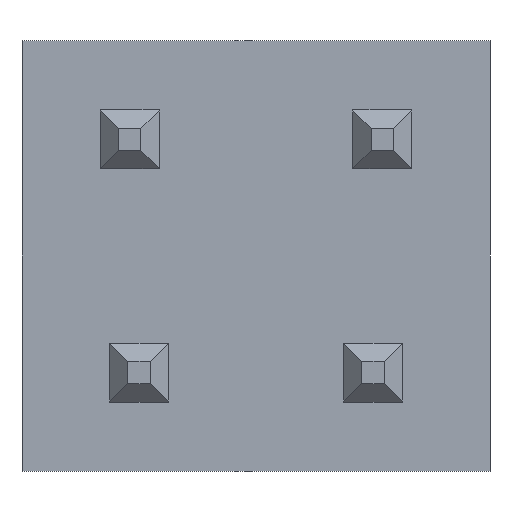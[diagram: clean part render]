
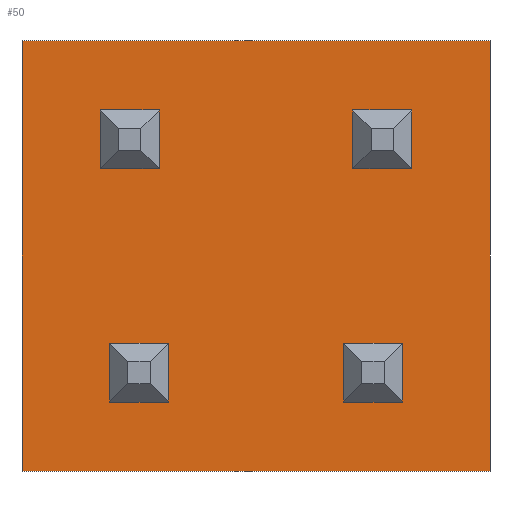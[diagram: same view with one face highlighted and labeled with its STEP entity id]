
A CAD part, front view. The second image highlights one B-rep face of the part: STEP entity #50.
In plain terms, the highlighted planar face has unit normal (0, -1, 0).
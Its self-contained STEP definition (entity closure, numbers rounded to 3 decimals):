
#50=ADVANCED_FACE('',(#153,#154,#155,#156,#157),#158,.T.);
#153=FACE_OUTER_BOUND('',#349,.T.);
#154=FACE_BOUND('',#350,.T.);
#155=FACE_BOUND('',#351,.T.);
#156=FACE_BOUND('',#352,.T.);
#157=FACE_BOUND('',#353,.T.);
#158=PLANE('',#354);
#349=EDGE_LOOP('',(#577,#578,#579,#580));
#350=EDGE_LOOP('',(#581,#582,#583,#584));
#351=EDGE_LOOP('',(#585,#586,#587,#588));
#352=EDGE_LOOP('',(#589,#590,#591,#592));
#353=EDGE_LOOP('',(#593,#594,#595,#596));
#354=AXIS2_PLACEMENT_3D('',#597,#598,#599);
#577=ORIENTED_EDGE('',*,*,#1281,.T.);
#578=ORIENTED_EDGE('',*,*,#1282,.F.);
#579=ORIENTED_EDGE('',*,*,#1259,.F.);
#580=ORIENTED_EDGE('',*,*,#1257,.T.);
#581=ORIENTED_EDGE('',*,*,#1283,.F.);
#582=ORIENTED_EDGE('',*,*,#1284,.F.);
#583=ORIENTED_EDGE('',*,*,#1285,.F.);
#584=ORIENTED_EDGE('',*,*,#1286,.F.);
#585=ORIENTED_EDGE('',*,*,#1287,.F.);
#586=ORIENTED_EDGE('',*,*,#1288,.F.);
#587=ORIENTED_EDGE('',*,*,#1289,.F.);
#588=ORIENTED_EDGE('',*,*,#1290,.F.);
#589=ORIENTED_EDGE('',*,*,#1291,.F.);
#590=ORIENTED_EDGE('',*,*,#1292,.F.);
#591=ORIENTED_EDGE('',*,*,#1293,.F.);
#592=ORIENTED_EDGE('',*,*,#1294,.F.);
#593=ORIENTED_EDGE('',*,*,#1295,.F.);
#594=ORIENTED_EDGE('',*,*,#1296,.F.);
#595=ORIENTED_EDGE('',*,*,#1297,.F.);
#596=ORIENTED_EDGE('',*,*,#1298,.F.);
#597=CARTESIAN_POINT('',(0.0,-2.29,0.0));
#598=DIRECTION('',(0.0,-1.0,0.0));
#599=DIRECTION('',(0.0,0.0,-1.0));
#1257=EDGE_CURVE('',#1480,#1478,#1481,.T.);
#1259=EDGE_CURVE('',#1480,#1483,#1484,.T.);
#1281=EDGE_CURVE('',#1478,#1523,#1525,.T.);
#1282=EDGE_CURVE('',#1483,#1523,#1526,.T.);
#1283=EDGE_CURVE('',#1527,#1528,#1529,.T.);
#1284=EDGE_CURVE('',#1530,#1527,#1531,.T.);
#1285=EDGE_CURVE('',#1532,#1530,#1533,.T.);
#1286=EDGE_CURVE('',#1528,#1532,#1534,.T.);
#1287=EDGE_CURVE('',#1535,#1536,#1537,.T.);
#1288=EDGE_CURVE('',#1538,#1535,#1539,.T.);
#1289=EDGE_CURVE('',#1540,#1538,#1541,.T.);
#1290=EDGE_CURVE('',#1536,#1540,#1542,.T.);
#1291=EDGE_CURVE('',#1543,#1544,#1545,.T.);
#1292=EDGE_CURVE('',#1546,#1543,#1547,.T.);
#1293=EDGE_CURVE('',#1548,#1546,#1549,.T.);
#1294=EDGE_CURVE('',#1544,#1548,#1550,.T.);
#1295=EDGE_CURVE('',#1551,#1552,#1553,.T.);
#1296=EDGE_CURVE('',#1554,#1551,#1555,.T.);
#1297=EDGE_CURVE('',#1556,#1554,#1557,.T.);
#1298=EDGE_CURVE('',#1552,#1556,#1558,.T.);
#1478=VERTEX_POINT('',#1835);
#1480=VERTEX_POINT('',#1838);
#1481=LINE('',#1839,#1840);
#1483=VERTEX_POINT('',#1843);
#1484=LINE('',#1844,#1845);
#1523=VERTEX_POINT('',#1904);
#1525=LINE('',#1907,#1908);
#1526=LINE('',#1909,#1910);
#1527=VERTEX_POINT('',#1911);
#1528=VERTEX_POINT('',#1912);
#1529=LINE('',#1913,#1914);
#1530=VERTEX_POINT('',#1915);
#1531=LINE('',#1916,#1917);
#1532=VERTEX_POINT('',#1918);
#1533=LINE('',#1919,#1920);
#1534=LINE('',#1921,#1922);
#1535=VERTEX_POINT('',#1923);
#1536=VERTEX_POINT('',#1924);
#1537=LINE('',#1925,#1926);
#1538=VERTEX_POINT('',#1927);
#1539=LINE('',#1928,#1929);
#1540=VERTEX_POINT('',#1930);
#1541=LINE('',#1931,#1932);
#1542=LINE('',#1933,#1934);
#1543=VERTEX_POINT('',#1935);
#1544=VERTEX_POINT('',#1936);
#1545=LINE('',#1937,#1938);
#1546=VERTEX_POINT('',#1939);
#1547=LINE('',#1940,#1941);
#1548=VERTEX_POINT('',#1942);
#1549=LINE('',#1943,#1944);
#1550=LINE('',#1945,#1946);
#1551=VERTEX_POINT('',#1947);
#1552=VERTEX_POINT('',#1948);
#1553=LINE('',#1949,#1950);
#1554=VERTEX_POINT('',#1951);
#1555=LINE('',#1952,#1953);
#1556=VERTEX_POINT('',#1954);
#1557=LINE('',#1955,#1956);
#1558=LINE('',#1957,#1958);
#1835=CARTESIAN_POINT('',(5.08,-2.29,0.0));
#1838=CARTESIAN_POINT('',(0.0,-2.29,0.0));
#1839=CARTESIAN_POINT('',(0.0,-2.29,0.0));
#1840=VECTOR('',#2409,5.08);
#1843=CARTESIAN_POINT('',(0.0,-2.29,4.67));
#1844=CARTESIAN_POINT('',(0.0,-2.29,0.0));
#1845=VECTOR('',#2411,4.67);
#1904=CARTESIAN_POINT('',(5.08,-2.29,4.67));
#1907=CARTESIAN_POINT('',(5.08,-2.29,0.0));
#1908=VECTOR('',#2433,4.67);
#1909=CARTESIAN_POINT('',(0.0,-2.29,4.67));
#1910=VECTOR('',#2434,5.08);
#1911=CARTESIAN_POINT('',(3.49,-2.29,0.75));
#1912=CARTESIAN_POINT('',(4.13,-2.29,0.75));
#1913=CARTESIAN_POINT('',(3.49,-2.29,0.75));
#1914=VECTOR('',#2435,0.64);
#1915=CARTESIAN_POINT('',(3.49,-2.29,1.39));
#1916=CARTESIAN_POINT('',(3.49,-2.29,1.39));
#1917=VECTOR('',#2436,0.64);
#1918=CARTESIAN_POINT('',(4.13,-2.29,1.39));
#1919=CARTESIAN_POINT('',(4.13,-2.29,1.39));
#1920=VECTOR('',#2437,0.64);
#1921=CARTESIAN_POINT('',(4.13,-2.29,0.75));
#1922=VECTOR('',#2438,0.64);
#1923=CARTESIAN_POINT('',(0.95,-2.29,0.75));
#1924=CARTESIAN_POINT('',(1.59,-2.29,0.75));
#1925=CARTESIAN_POINT('',(0.95,-2.29,0.75));
#1926=VECTOR('',#2439,0.64);
#1927=CARTESIAN_POINT('',(0.95,-2.29,1.39));
#1928=CARTESIAN_POINT('',(0.95,-2.29,1.39));
#1929=VECTOR('',#2440,0.64);
#1930=CARTESIAN_POINT('',(1.59,-2.29,1.39));
#1931=CARTESIAN_POINT('',(1.59,-2.29,1.39));
#1932=VECTOR('',#2441,0.64);
#1933=CARTESIAN_POINT('',(1.59,-2.29,0.75));
#1934=VECTOR('',#2442,0.64);
#1935=CARTESIAN_POINT('',(1.49,-2.29,3.92));
#1936=CARTESIAN_POINT('',(0.85,-2.29,3.92));
#1937=CARTESIAN_POINT('',(1.49,-2.29,3.92));
#1938=VECTOR('',#2443,0.64);
#1939=CARTESIAN_POINT('',(1.49,-2.29,3.28));
#1940=CARTESIAN_POINT('',(1.49,-2.29,3.28));
#1941=VECTOR('',#2444,0.64);
#1942=CARTESIAN_POINT('',(0.85,-2.29,3.28));
#1943=CARTESIAN_POINT('',(0.85,-2.29,3.28));
#1944=VECTOR('',#2445,0.64);
#1945=CARTESIAN_POINT('',(0.85,-2.29,3.92));
#1946=VECTOR('',#2446,0.64);
#1947=CARTESIAN_POINT('',(4.23,-2.29,3.92));
#1948=CARTESIAN_POINT('',(3.59,-2.29,3.92));
#1949=CARTESIAN_POINT('',(4.23,-2.29,3.92));
#1950=VECTOR('',#2447,0.64);
#1951=CARTESIAN_POINT('',(4.23,-2.29,3.28));
#1952=CARTESIAN_POINT('',(4.23,-2.29,3.28));
#1953=VECTOR('',#2448,0.64);
#1954=CARTESIAN_POINT('',(3.59,-2.29,3.28));
#1955=CARTESIAN_POINT('',(3.59,-2.29,3.28));
#1956=VECTOR('',#2449,0.64);
#1957=CARTESIAN_POINT('',(3.59,-2.29,3.92));
#1958=VECTOR('',#2450,0.64);
#2409=DIRECTION('',(1.0,0.0,0.0));
#2411=DIRECTION('',(0.0,0.0,1.0));
#2433=DIRECTION('',(0.0,0.0,1.0));
#2434=DIRECTION('',(1.0,0.0,0.0));
#2435=DIRECTION('',(1.0,0.0,0.0));
#2436=DIRECTION('',(0.0,0.0,-1.0));
#2437=DIRECTION('',(-1.0,0.0,0.0));
#2438=DIRECTION('',(0.0,0.0,1.0));
#2439=DIRECTION('',(1.0,0.0,0.0));
#2440=DIRECTION('',(0.0,0.0,-1.0));
#2441=DIRECTION('',(-1.0,0.0,0.0));
#2442=DIRECTION('',(0.0,0.0,1.0));
#2443=DIRECTION('',(-1.0,0.0,0.0));
#2444=DIRECTION('',(0.0,0.0,1.0));
#2445=DIRECTION('',(1.0,0.0,0.0));
#2446=DIRECTION('',(0.0,0.0,-1.0));
#2447=DIRECTION('',(-1.0,0.0,0.0));
#2448=DIRECTION('',(0.0,0.0,1.0));
#2449=DIRECTION('',(1.0,0.0,0.0));
#2450=DIRECTION('',(0.0,0.0,-1.0));
